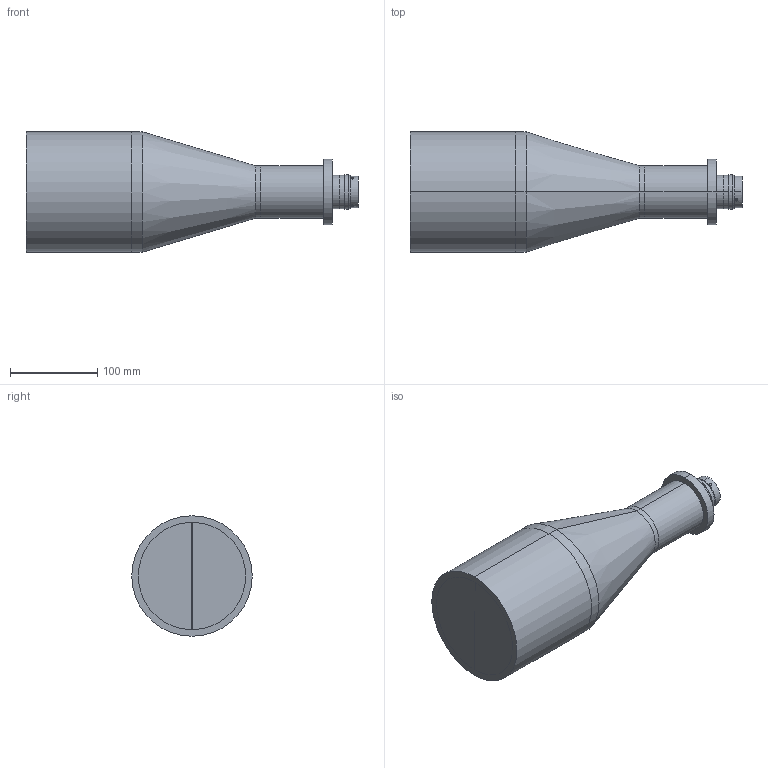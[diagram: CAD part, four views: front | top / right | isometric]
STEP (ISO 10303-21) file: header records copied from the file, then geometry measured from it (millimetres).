
FILE_DESCRIPTION (( 'STEP AP203' ), '1' );
FILE_NAME ('S5LPJ1514_01.STEP', '2016-02-09T13:11:00', ( 'poweredge' ), ( 'Hewlett-Packard Company' ), 'SwSTEP 2.0', 'SolidWorks 2015', '' );
FILE_SCHEMA (( 'CONFIG_CONTROL_DESIGN' ));
Length unit declared in the file: millimetre
Products named in the file (1): S5LPJ1514_01
Bounding box: 380.44 x 138 x 138 mm (x, y, z)
Volume: 3244545 mm3; surface area: 168851.2 mm2
Topology: 1 solids, 2 shells, 57 faces, 114 edges, 72 vertices
Faces by surface type: cylinder 30, plane 19, cone 8
Entity records: 1713 total; most frequent: CARTESIAN_POINT 400, DIRECTION 286, ORIENTED_EDGE 228, AXIS2_PLACEMENT_3D 120, EDGE_CURVE 114, VERTEX_POINT 72, EDGE_LOOP 68, CIRCLE 62
